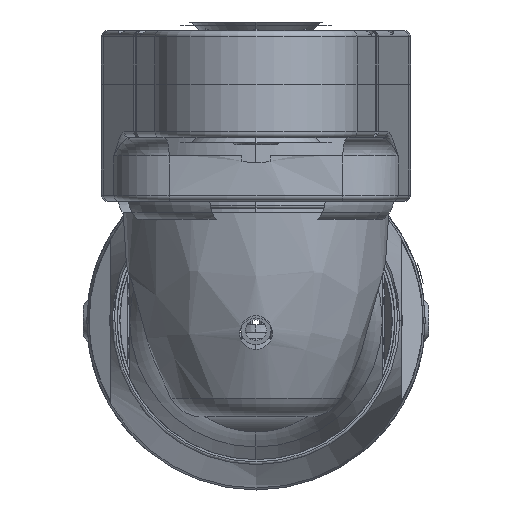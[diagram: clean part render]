
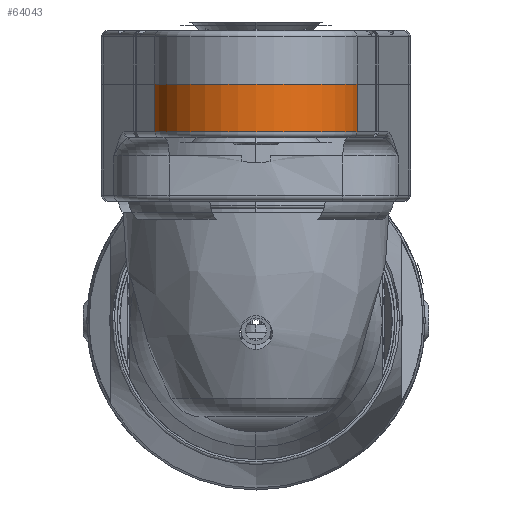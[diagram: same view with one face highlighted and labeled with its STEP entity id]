
A CAD part, left-side view. The second image highlights one B-rep face of the part: STEP entity #64043.
In plain terms, the highlighted cylindrical face has radius 13.487 mm (diameter 26.975 mm), a partial arc.
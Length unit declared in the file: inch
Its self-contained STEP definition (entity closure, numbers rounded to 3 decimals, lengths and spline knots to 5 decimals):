
#62854=CARTESIAN_POINT('',(-8.461,0.,0.976));
#62855=DIRECTION('',(0.,0.,-1.));
#62856=DIRECTION('',(-0.173,-0.985,0.));
#62857=AXIS2_PLACEMENT_3D('',#62854,#62855,#62856);
#62859=CARTESIAN_POINT('',(-8.461,0.,1.2225));
#62860=DIRECTION('',(0.,0.,1.));
#62861=DIRECTION('',(-0.173,0.985,0.));
#62862=AXIS2_PLACEMENT_3D('',#62859,#62860,#62861);
#62864=DIRECTION('',(0.,0.,-1.));
#62865=VECTOR('',#62864,0.2465);
#62866=CARTESIAN_POINT('',(-8.55311,-0.52295,1.2225));
#62867=LINE('',#62866,#62865);
#62876=DIRECTION('',(0.,0.,-1.));
#62877=VECTOR('',#62876,0.2465);
#62878=CARTESIAN_POINT('',(-8.55311,0.52295,1.2225));
#62879=LINE('',#62878,#62877);
#63740=CARTESIAN_POINT('',(-8.55311,-0.52295,1.2225));
#63742=VERTEX_POINT('',#63740);
#63743=CARTESIAN_POINT('',(-8.55311,0.52295,1.2225));
#63744=VERTEX_POINT('',#63743);
#63785=CARTESIAN_POINT('',(-8.55311,0.52295,0.976));
#63786=VERTEX_POINT('',#63785);
#63789=CARTESIAN_POINT('',(-8.55311,-0.52295,0.976));
#63790=VERTEX_POINT('',#63789);
#64029=CARTESIAN_POINT('',(-8.461,0.,1.2225));
#64030=DIRECTION('',(0.,0.,-1.));
#64031=DIRECTION('',(0.,1.,0.));
#64032=AXIS2_PLACEMENT_3D('',#64029,#64030,#64031);
#64033=CYLINDRICAL_SURFACE('',#64032,0.531);
#64035=ORIENTED_EDGE('',*,*,#64034,.T.);
#64037=ORIENTED_EDGE('',*,*,#64036,.F.);
#64039=ORIENTED_EDGE('',*,*,#64038,.T.);
#64040=ORIENTED_EDGE('',*,*,#64020,.T.);
#64041=EDGE_LOOP('',(#64035,#64037,#64039,#64040));
#64042=FACE_OUTER_BOUND('',#64041,.F.);
#64043=ADVANCED_FACE('',(#64042),#64033,.T.);
#62858=CIRCLE('',#62857,0.531);
#62863=CIRCLE('',#62862,0.531);
#64020=EDGE_CURVE('',#63742,#63790,#62867,.T.);
#64034=EDGE_CURVE('',#63790,#63786,#62858,.T.);
#64036=EDGE_CURVE('',#63744,#63786,#62879,.T.);
#64038=EDGE_CURVE('',#63744,#63742,#62863,.T.);
